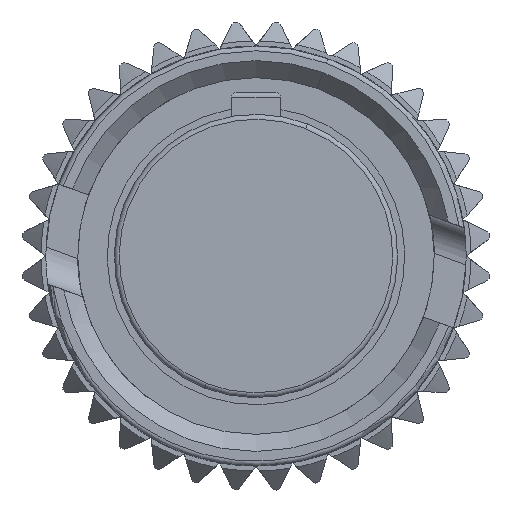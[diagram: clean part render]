
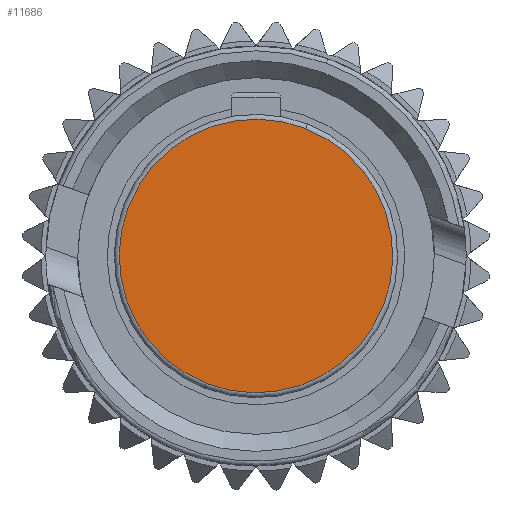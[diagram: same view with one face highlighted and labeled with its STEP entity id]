
A CAD part, left-side view. The second image highlights one B-rep face of the part: STEP entity #11686.
In plain terms, the highlighted face is planar.
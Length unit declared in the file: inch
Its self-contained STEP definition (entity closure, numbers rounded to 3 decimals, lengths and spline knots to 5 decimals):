
#2440 = AXIS2_PLACEMENT_3D ( 'NONE', #15899, #5306, #23808 ) ;
#3499 = CARTESIAN_POINT ( 'NONE',  ( 0.47244, 0., -0.11024 ) ) ;
#3836 = DIRECTION ( 'NONE',  ( 1., 0., 0. ) ) ;
#4738 = EDGE_LOOP ( 'NONE', ( #10449, #14378 ) ) ;
#5306 = DIRECTION ( 'NONE',  ( -1., 0., 0. ) ) ;
#8001 = CIRCLE ( 'NONE', #2440, 0.11024 ) ;
#8336 = DIRECTION ( 'NONE',  ( 0., 0., -1. ) ) ;
#9781 = AXIS2_PLACEMENT_3D ( 'NONE', #14021, #3836, #24080 ) ;
#10449 = ORIENTED_EDGE ( 'NONE', *, *, #22416, .F. ) ;
#10580 = CIRCLE ( 'NONE', #24721, 0.11024 ) ;
#11686 = ADVANCED_FACE ( 'NONE', ( #17795 ), #11874, .T. ) ;
#11874 = PLANE ( 'NONE',  #9781 ) ;
#14021 = CARTESIAN_POINT ( 'NONE',  ( 0.47244, -0.11244, 0.11024 ) ) ;
#14378 = ORIENTED_EDGE ( 'NONE', *, *, #21691, .F. ) ;
#15899 = CARTESIAN_POINT ( 'NONE',  ( 0.47244, 0., 0. ) ) ;
#16395 = CARTESIAN_POINT ( 'NONE',  ( 0.47244, 0., 0.11024 ) ) ;
#17795 = FACE_OUTER_BOUND ( 'NONE', #4738, .T. ) ;
#20561 = CARTESIAN_POINT ( 'NONE',  ( 0.47244, 0., 0. ) ) ;
#21691 = EDGE_CURVE ( 'NONE', #23753, #25721, #8001, .T. ) ;
#22416 = EDGE_CURVE ( 'NONE', #25721, #23753, #10580, .T. ) ;
#22566 = DIRECTION ( 'NONE',  ( -1., 0., 0. ) ) ;
#23753 = VERTEX_POINT ( 'NONE', #16395 ) ;
#23808 = DIRECTION ( 'NONE',  ( 0., 0., -1. ) ) ;
#24080 = DIRECTION ( 'NONE',  ( 0., 1., 0. ) ) ;
#24721 = AXIS2_PLACEMENT_3D ( 'NONE', #20561, #22566, #8336 ) ;
#25721 = VERTEX_POINT ( 'NONE', #3499 ) ;
